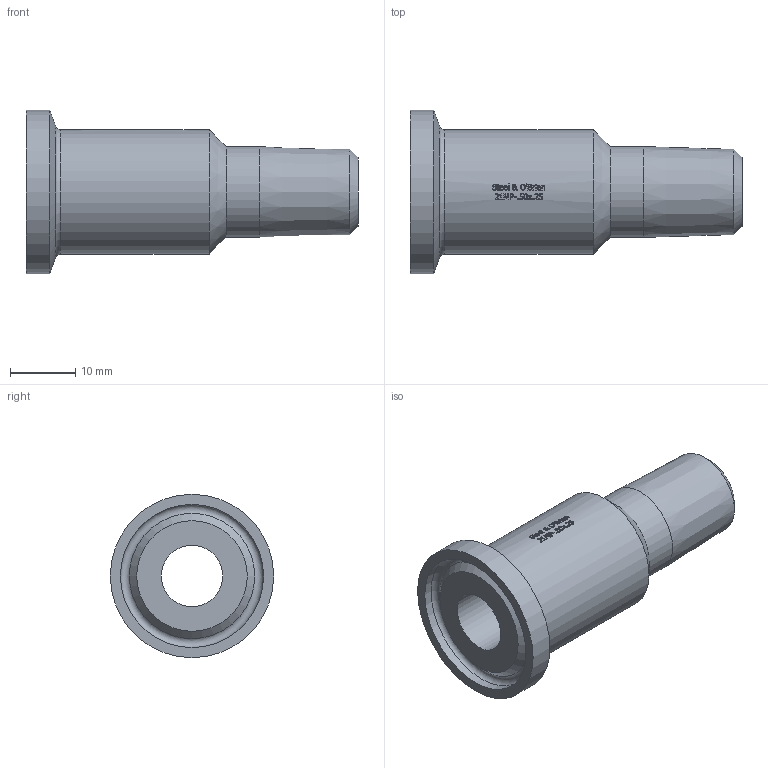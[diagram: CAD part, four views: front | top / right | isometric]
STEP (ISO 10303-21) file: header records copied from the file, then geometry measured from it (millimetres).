
FILE_DESCRIPTION(/* description */ (''),/* implementation_level */ '2;1');
FILE_NAME(/* name */ '21MP-.5X.25.stp',/* time_stamp */ '2019-01-31T08:45:50-05:00',/* author */ ('rick'),/* organization */ (''),/* preprocessor_version */ 'ST-DEVELOPER v15.2',/* originating_system */ 'Autodesk Inventor 2014',/* authorisation */ '');
FILE_SCHEMA (('AUTOMOTIVE_DESIGN { 1 0 10303 214 3 1 1 }'));
Length unit declared in the file: inch
Products named in the file (1): AAV00520
Bounding box: 50.8 x 24.99 x 24.99 mm (x, y, z)
Volume: 8371.6 mm3; surface area: 5035.1 mm2
Topology: 1 solids, 1 shells, 400 faces, 1075 edges, 714 vertices
Faces by surface type: bspline 188, plane 164, cylinder 41, cone 5, torus 2
Full cylindrical faces by diameter (mm): 9.398 x1, 13.896 x1, 19.05 x1, 21.895 x1, 24.994 x1
Entity records: 15945 total; most frequent: CARTESIAN_POINT 7023, ORIENTED_EDGE 2124, DIRECTION 1297, EDGE_CURVE 1062, VERTEX_POINT 713, LINE 501, VECTOR 501, EDGE_LOOP 451
